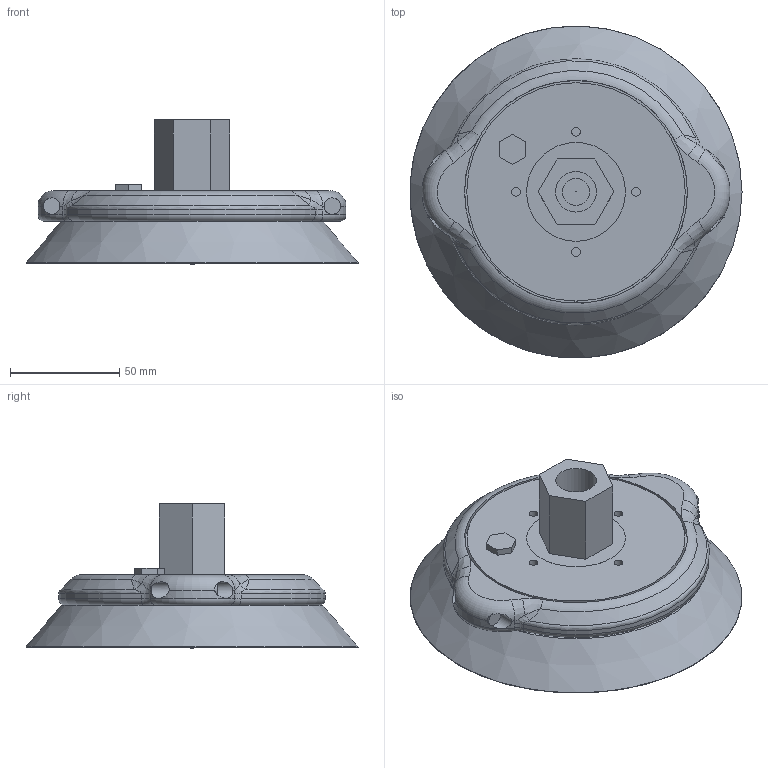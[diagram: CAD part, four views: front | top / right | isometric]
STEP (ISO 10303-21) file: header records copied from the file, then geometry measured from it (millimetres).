
FILE_DESCRIPTION( ( 'Unknown' ), '1' );
FILE_NAME( '0101941.stp', 'Unknown', ( 'Unknown' ), ( 'Unknown' ), 'PSStep 17.0.49', 'Unknown', ' ' );
FILE_SCHEMA( ( 'AUTOMOTIVE_DESIGN { 1 0 10303 214 1 1 1 1 }' ) );
Length unit declared in the file: millimetre
Products named in the file (3): F150
Bounding box: 152 x 152 x 66.1 mm (x, y, z)
Volume: 346121.9 mm3; surface area: 65313.2 mm2
Topology: 3 solids, 8 shells, 140 faces, 281 edges, 174 vertices
Faces by surface type: plane 55, cylinder 44, bspline 18, torus 16, cone 7
Full cylindrical faces by diameter (mm): 0.003 x2, 4 x4, 4.95 x2, 5 x4, 7.5 x2, 8.003 x1, 8.7 x1, 12.503 x1, 18.634 x2, 19 x1, 20.958 x1, 25 x1, 25.003 x1, 28 x1, 30 x1, 35.042 x1, 45.282 x1, 89 x1, 91 x1, 100 x1, 102 x1, 152 x1
Entity records: 6556 total; most frequent: CARTESIAN_POINT 2711, DIRECTION 582, ORIENTED_EDGE 464, AXIS2_PLACEMENT_3D 269, EDGE_CURVE 232, EDGE_LOOP 212, FACE_OUTER_BOUND 176, VERTEX_POINT 166
